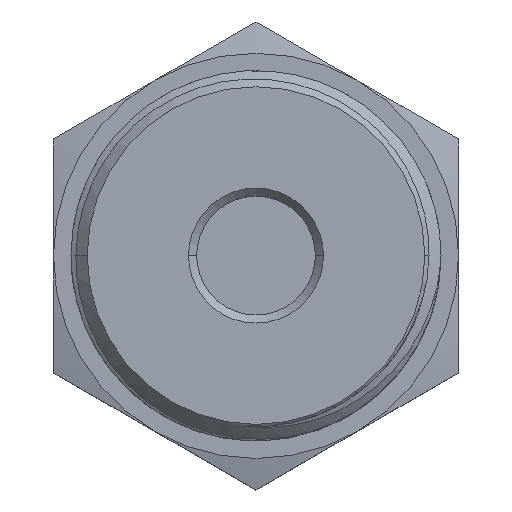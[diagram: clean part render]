
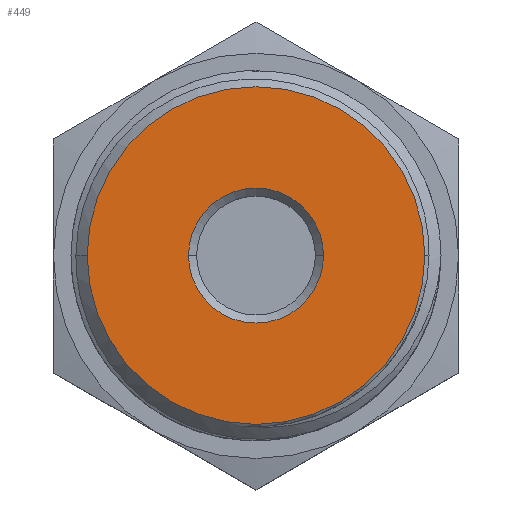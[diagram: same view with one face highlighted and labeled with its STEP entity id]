
A CAD part, top view. The second image highlights one B-rep face of the part: STEP entity #449.
In plain terms, the highlighted planar face has unit normal (0, 0, 1).
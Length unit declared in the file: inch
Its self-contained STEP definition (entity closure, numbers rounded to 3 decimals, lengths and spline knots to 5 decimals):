
#39 = CARTESIAN_POINT ( 'NONE',  ( -0.87411, 1.09394, 3.21786 ) ) ;
#166 = DIRECTION ( 'NONE',  ( 0., 0., -1. ) ) ;
#330 = EDGE_CURVE ( 'Defeatured_0_3+Defeatured_0_25+Defeatured_0_25+Defeatured_0_25', #2426, #4636, #1439, .T. ) ;
#426 = DIRECTION ( 'NONE',  ( 1., 0., 0. ) ) ;
#442 = DIRECTION ( 'NONE',  ( -1., 0., 0. ) ) ;
#449 = ADVANCED_FACE ( 'Defeatured_0_25', ( #1305, #1866 ), #4569, .T. ) ;
#872 = ORIENTED_EDGE ( 'NONE', *, *, #1876, .T. ) ;
#889 = CARTESIAN_POINT ( 'NONE',  ( -0.87411, 1.09394, 3.21786 ) ) ;
#904 = EDGE_LOOP ( 'NONE', ( #4527, #1400 ) ) ;
#930 = CIRCLE ( 'NONE', #4021, 0.25 ) ;
#1093 = CARTESIAN_POINT ( 'NONE',  ( -1.49911, 1.09394, 3.21786 ) ) ;
#1289 = CARTESIAN_POINT ( 'NONE',  ( -0.87411, 1.09394, 3.21786 ) ) ;
#1292 = DIRECTION ( 'NONE',  ( -1., 0., 0. ) ) ;
#1305 = FACE_BOUND ( 'NONE', #3016, .T. ) ;
#1400 = ORIENTED_EDGE ( 'NONE', *, *, #3436, .F. ) ;
#1439 = CIRCLE ( 'NONE', #2346, 0.625 ) ;
#1475 = CARTESIAN_POINT ( 'NONE',  ( -1.12411, 1.09394, 3.21786 ) ) ;
#1681 = DIRECTION ( 'NONE',  ( -1., 0., 0. ) ) ;
#1851 = CIRCLE ( 'NONE', #4077, 0.625 ) ;
#1866 = FACE_OUTER_BOUND ( 'NONE', #904, .T. ) ;
#1876 = EDGE_CURVE ( 'Defeatured_0_25+Defeatured_0_41+Defeatured_0_41+Defeatured_0_41', #3860, #2044, #930, .T. ) ;
#2044 = VERTEX_POINT ( 'NONE', #4092 ) ;
#2150 = ORIENTED_EDGE ( 'NONE', *, *, #4632, .T. ) ;
#2346 = AXIS2_PLACEMENT_3D ( 'NONE', #2478, #166, #3021 ) ;
#2426 = VERTEX_POINT ( 'NONE', #1093 ) ;
#2478 = CARTESIAN_POINT ( 'NONE',  ( -0.87411, 1.09394, 3.21786 ) ) ;
#2791 = DIRECTION ( 'NONE',  ( 0., 0., -1. ) ) ;
#3016 = EDGE_LOOP ( 'NONE', ( #2150, #872 ) ) ;
#3021 = DIRECTION ( 'NONE',  ( -1., 0., 0. ) ) ;
#3150 = AXIS2_PLACEMENT_3D ( 'NONE', #39, #2791, #442 ) ;
#3436 = EDGE_CURVE ( 'Defeatured_0_3+Defeatured_0_25+Defeatured_0_25+Defeatured_0_25', #4636, #2426, #1851, .T. ) ;
#3613 = DIRECTION ( 'NONE',  ( 0., 0., -1. ) ) ;
#3719 = DIRECTION ( 'NONE',  ( 0., 0., 1. ) ) ;
#3860 = VERTEX_POINT ( 'NONE', #1475 ) ;
#3986 = DIRECTION ( 'NONE',  ( 0., 0., -1. ) ) ;
#4021 = AXIS2_PLACEMENT_3D ( 'NONE', #1289, #3986, #1681 ) ;
#4077 = AXIS2_PLACEMENT_3D ( 'NONE', #889, #3613, #1292 ) ;
#4092 = CARTESIAN_POINT ( 'NONE',  ( -0.62411, 1.09394, 3.21786 ) ) ;
#4384 = CIRCLE ( 'NONE', #3150, 0.25 ) ;
#4527 = ORIENTED_EDGE ( 'NONE', *, *, #330, .F. ) ;
#4551 = CARTESIAN_POINT ( 'NONE',  ( -0.87411, 1.09394, 3.21786 ) ) ;
#4569 = PLANE ( 'NONE',  #4904 ) ;
#4632 = EDGE_CURVE ( 'Defeatured_0_25+Defeatured_0_41+Defeatured_0_41+Defeatured_0_41', #2044, #3860, #4384, .T. ) ;
#4636 = VERTEX_POINT ( 'NONE', #4710 ) ;
#4710 = CARTESIAN_POINT ( 'NONE',  ( -0.24911, 1.09394, 3.21786 ) ) ;
#4904 = AXIS2_PLACEMENT_3D ( 'NONE', #4551, #3719, #426 ) ;
